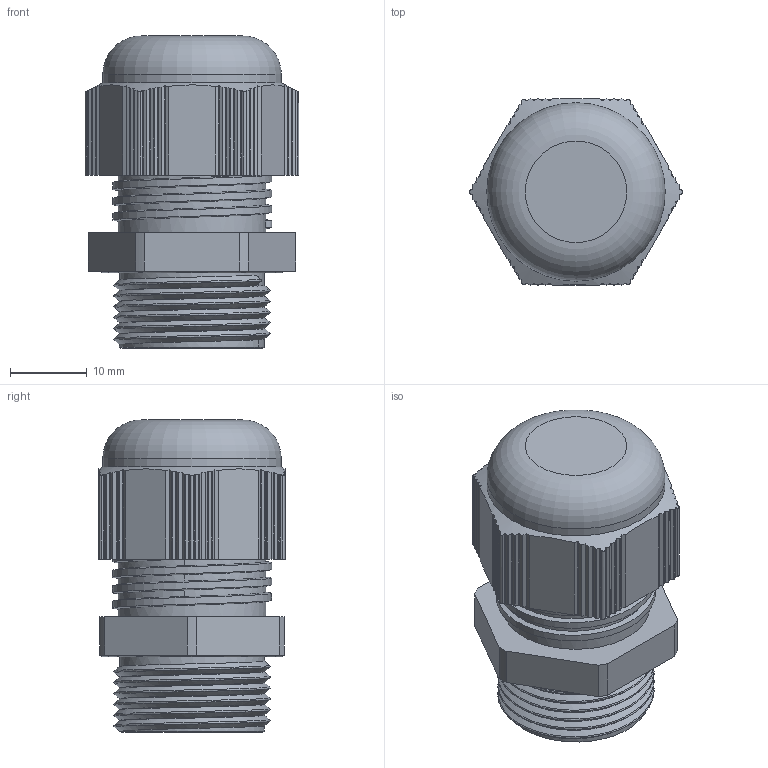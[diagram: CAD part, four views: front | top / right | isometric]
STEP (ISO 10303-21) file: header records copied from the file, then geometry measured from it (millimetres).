
FILE_DESCRIPTION((''),'2;1');
FILE_NAME('BS 04.stp','2012-09-25T16:15:23',('oktay'),(''),'Autodesk Inventor 2013','Autodesk Inventor 2013','');
FILE_SCHEMA(('AUTOMOTIVE_DESIGN { 1 0 10303 214 1 1 1 1 }'));
Length unit declared in the file: millimetre
Products named in the file (1): PG 13.5 MONTAJ_Shrinkwrap_1
Bounding box: 27.73 x 24.2 x 40.57 mm (x, y, z)
Volume: 16004.5 mm3; surface area: 4701.6 mm2
Topology: 1 solids, 1 shells, 243 faces, 708 edges, 466 vertices
Faces by surface type: cylinder 122, plane 103, cone 8, torus 5, bspline 5
Full cylindrical faces by diameter (mm): 18.86 x6, 19.2 x3, 23.2 x1
Entity records: 10247 total; most frequent: CARTESIAN_POINT 4530, ORIENTED_EDGE 1326, DIRECTION 1042, EDGE_CURVE 663, VERTEX_POINT 444, AXIS2_PLACEMENT_3D 365, VECTOR 312, LINE 312
